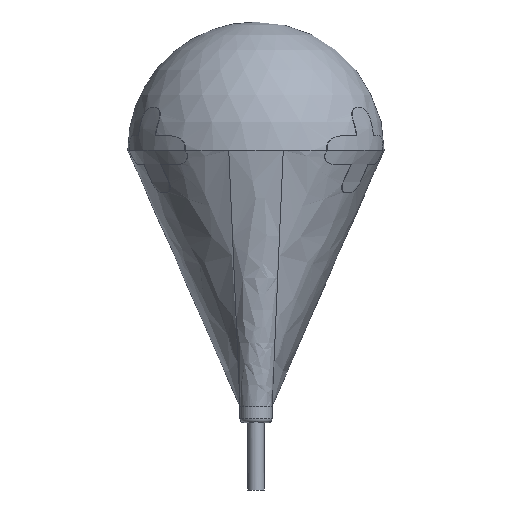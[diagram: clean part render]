
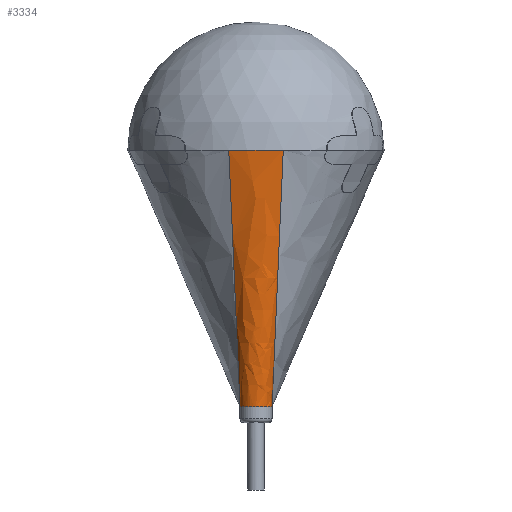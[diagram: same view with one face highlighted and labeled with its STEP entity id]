
A CAD part, left-side view. The second image highlights one B-rep face of the part: STEP entity #3334.
In plain terms, the highlighted free-form (B-spline) face has degree [9, 1] with [10, 2] control points.
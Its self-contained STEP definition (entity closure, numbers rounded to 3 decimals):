
#29=DIRECTION('',(0.,0.,-1.));
#30=DIRECTION('',(0.,1.,0.));
#911=DIRECTION('',(0.,-1.,0.));
#1980=CIRCLE('',#1981,4.);
#1981=AXIS2_PLACEMENT_3D('',#1982,#29,#30);
#1982=CARTESIAN_POINT('',(2.5,0.,8.6));
#1993=VERTEX_POINT('',#1994);
#1994=CARTESIAN_POINT('',(-1.409,0.85,8.6));
#1995=ORIENTED_EDGE('',*,*,#1996,.F.);
#1996=EDGE_CURVE('',#1997,#1993,#1980,.T.);
#1997=VERTEX_POINT('',#1998);
#1998=CARTESIAN_POINT('',(-1.409,-0.85,8.6));
#2143=EDGE_CURVE('',#2144,#1993,#2146,.T.);
#2144=VERTEX_POINT('',#2145);
#2145=CARTESIAN_POINT('',(0.2,0.5,0.6));
#2146=B_SPLINE_CURVE_WITH_KNOTS('',1,(#2145,#1994),.UNSPECIFIED.,.F.,.F.,(2,2),(0.,1.),.PIECEWISE_BEZIER_KNOTS.);
#2236=VERTEX_POINT('',#2237);
#2237=CARTESIAN_POINT('',(0.2,-0.5,0.6));
#2241=EDGE_CURVE('',#2236,#1997,#2242,.T.);
#2242=B_SPLINE_CURVE_WITH_KNOTS('',1,(#2237,#1998),.UNSPECIFIED.,.F.,.F.,(2,2),(0.,1.),.PIECEWISE_BEZIER_KNOTS.);
#3334=ADVANCED_FACE('',(#3335),#3344,.F.);
#3335=FACE_BOUND('',#3336,.F.);
#3336=EDGE_LOOP('',(#3337,#3342,#1995,#3343));
#3337=ORIENTED_EDGE('',*,*,#3338,.T.);
#3338=EDGE_CURVE('',#2236,#2144,#3339,.T.);
#3339=CIRCLE('',#3340,0.5);
#3340=AXIS2_PLACEMENT_3D('',#3341,#29,#911);
#3341=CARTESIAN_POINT('',(0.2,0.,0.6));
#3342=ORIENTED_EDGE('',*,*,#2143,.T.);
#3343=ORIENTED_EDGE('',*,*,#2241,.F.);
#3344=B_SPLINE_SURFACE_WITH_KNOTS('',9,1,((#2237,#1998),(#3345,#3346),(#3347,#3348),(#3349,#3350),(#3351,#3352),(#3353,#3354),(#3355,#3356),(#3357,#3358),(#3359,#3360),(#2145,#1994)),.UNSPECIFIED.,.F.,.F.,.F.,(10,10),(2,2),(0.,3.142),(0.,1.),.PIECEWISE_BEZIER_KNOTS.);
#3345=CARTESIAN_POINT('',(0.025,-0.5,0.6));
#3346=CARTESIAN_POINT('',(-1.449,-0.664,8.6));
#3347=CARTESIAN_POINT('',(-0.149,-0.431,0.6));
#3348=CARTESIAN_POINT('',(-1.48,-0.476,8.6));
#3349=CARTESIAN_POINT('',(-0.293,-0.294,0.6));
#3350=CARTESIAN_POINT('',(-1.5,-0.286,8.6));
#3351=CARTESIAN_POINT('',(-0.375,-0.105,0.6));
#3352=CARTESIAN_POINT('',(-1.51,-0.095,8.6));
#3353=CARTESIAN_POINT('',(-0.375,0.105,0.6));
#3354=CARTESIAN_POINT('',(-1.51,0.095,8.6));
#3355=CARTESIAN_POINT('',(-0.293,0.294,0.6));
#3356=CARTESIAN_POINT('',(-1.5,0.286,8.6));
#3357=CARTESIAN_POINT('',(-0.149,0.431,0.6));
#3358=CARTESIAN_POINT('',(-1.48,0.476,8.6));
#3359=CARTESIAN_POINT('',(0.025,0.5,0.6));
#3360=CARTESIAN_POINT('',(-1.449,0.664,8.6));
